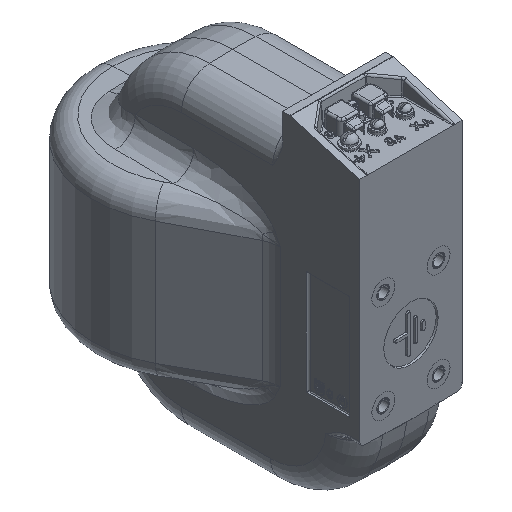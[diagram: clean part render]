
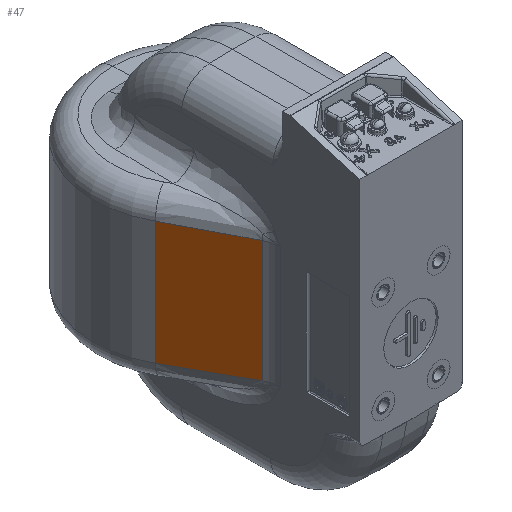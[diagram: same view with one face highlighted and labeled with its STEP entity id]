
A CAD part, isometric view. The second image highlights one B-rep face of the part: STEP entity #47.
In plain terms, the highlighted planar face has unit normal (-0.88, -0.476, 0).
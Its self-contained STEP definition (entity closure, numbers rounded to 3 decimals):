
#47 = ADVANCED_FACE ( 'NONE', ( #6248 ), #11756, .F. ) ;
#461 = CARTESIAN_POINT ( 'NONE',  ( -53.613, 3.18, -82.302 ) ) ;
#672 = DIRECTION ( 'NONE',  ( 0., 0., 1. ) ) ;
#906 = CARTESIAN_POINT ( 'NONE',  ( -84.064, 59.472, -60.134 ) ) ;
#907 = CARTESIAN_POINT ( 'NONE',  ( -77.973, 48.213, -60.053 ) ) ;
#924 = CARTESIAN_POINT ( 'NONE',  ( -65.793, 25.695, -59.77 ) ) ;
#931 = CARTESIAN_POINT ( 'NONE',  ( -59.703, 14.437, -59.572 ) ) ;
#935 = CARTESIAN_POINT ( 'NONE',  ( -53.613, 3.18, -59.343 ) ) ;
#938 = CARTESIAN_POINT ( 'NONE',  ( -90.155, 70.732, -60.134 ) ) ;
#3152 = CARTESIAN_POINT ( 'NONE',  ( -53.613, 3.18, -59.343 ) ) ;
#3203 = CARTESIAN_POINT ( 'NONE',  ( -53.613, 3.18, 59.343 ) ) ;
#3829 = EDGE_LOOP ( 'NONE', ( #19673, #19615, #19650, #19674 ) ) ;
#3868 = VERTEX_POINT ( 'NONE', #14561 ) ;
#3877 = VERTEX_POINT ( 'NONE', #14598 ) ;
#4748 = VERTEX_POINT ( 'NONE', #3152 ) ;
#4846 = VERTEX_POINT ( 'NONE', #3203 ) ;
#6248 = FACE_OUTER_BOUND ( 'NONE', #3829, .T. ) ;
#6596 = AXIS2_PLACEMENT_3D ( 'NONE', #11770, #11938, #11932 ) ;
#8668 = CARTESIAN_POINT ( 'NONE',  ( -90.155, 70.732, -82.302 ) ) ;
#8679 = DIRECTION ( 'NONE',  ( 0., 0., 1. ) ) ;
#8681 = CARTESIAN_POINT ( 'NONE',  ( -84.064, 59.472, 60.134 ) ) ;
#8682 = CARTESIAN_POINT ( 'NONE',  ( -59.703, 14.437, 59.572 ) ) ;
#8696 = CARTESIAN_POINT ( 'NONE',  ( -77.973, 48.213, 60.053 ) ) ;
#8700 = CARTESIAN_POINT ( 'NONE',  ( -65.793, 25.695, 59.77 ) ) ;
#8702 = CARTESIAN_POINT ( 'NONE',  ( -90.155, 70.732, 60.134 ) ) ;
#8709 = CARTESIAN_POINT ( 'NONE',  ( -53.613, 3.18, 59.343 ) ) ;
#11756 = PLANE ( 'NONE',  #6596 ) ;
#11770 = CARTESIAN_POINT ( 'NONE',  ( -50., -3.5, -82.302 ) ) ;
#11932 = DIRECTION ( 'NONE',  ( -0.476, 0.88, 0. ) ) ;
#11938 = DIRECTION ( 'NONE',  ( 0.88, 0.476, 0. ) ) ;
#14021 = LINE ( 'NONE', #461, #14032 ) ;
#14032 = VECTOR ( 'NONE', #672, 1000. ) ;
#14106 = LINE ( 'NONE', #8668, #14149 ) ;
#14149 = VECTOR ( 'NONE', #8679, 1000. ) ;
#14561 = CARTESIAN_POINT ( 'NONE',  ( -90.155, 70.732, 60.134 ) ) ;
#14598 = CARTESIAN_POINT ( 'NONE',  ( -90.155, 70.732, -60.134 ) ) ;
#16120 = EDGE_CURVE ( 'NONE', #3877, #4748, #17985, .T. ) ;
#16192 = EDGE_CURVE ( 'NONE', #4748, #4846, #14021, .T. ) ;
#16224 = EDGE_CURVE ( 'NONE', #4846, #3868, #18061, .T. ) ;
#16225 = EDGE_CURVE ( 'NONE', #3877, #3868, #14106, .T. ) ;
#17985 = B_SPLINE_CURVE_WITH_KNOTS ( 'NONE', 3,
 ( #938, #906, #907, #924, #931, #935 ),
 .UNSPECIFIED., .F., .F.,
 ( 4, 2, 4 ),
 ( 0., 0.038, 0.077 ),
 .UNSPECIFIED. ) ;
#18061 = B_SPLINE_CURVE_WITH_KNOTS ( 'NONE', 3,
 ( #8709, #8682, #8700, #8696, #8681, #8702 ),
 .UNSPECIFIED., .F., .F.,
 ( 4, 2, 4 ),
 ( 0., 0.038, 0.077 ),
 .UNSPECIFIED. ) ;
#19615 = ORIENTED_EDGE ( 'NONE', *, *, #16120, .T. ) ;
#19650 = ORIENTED_EDGE ( 'NONE', *, *, #16192, .T. ) ;
#19673 = ORIENTED_EDGE ( 'NONE', *, *, #16225, .F. ) ;
#19674 = ORIENTED_EDGE ( 'NONE', *, *, #16224, .T. ) ;
